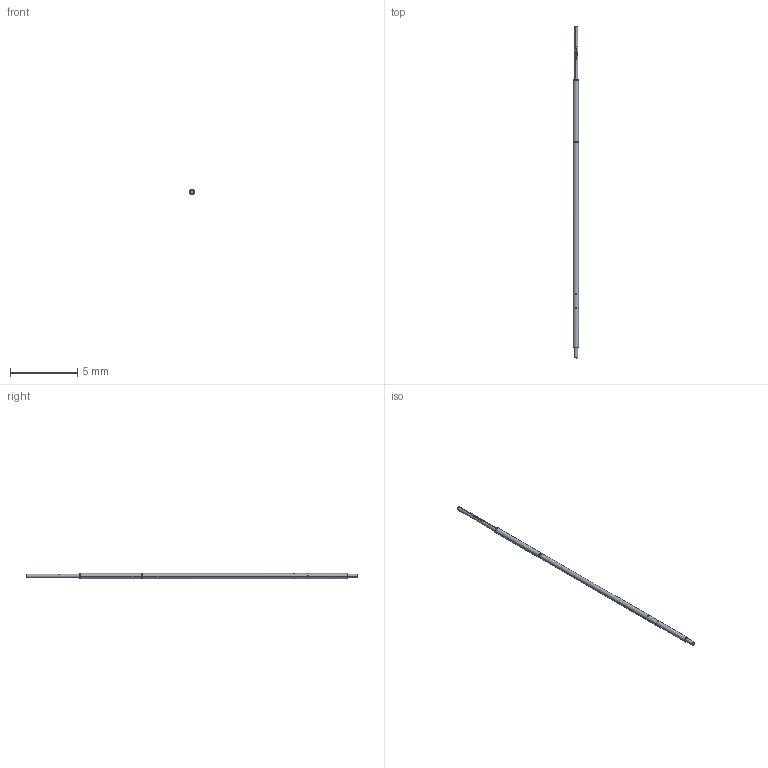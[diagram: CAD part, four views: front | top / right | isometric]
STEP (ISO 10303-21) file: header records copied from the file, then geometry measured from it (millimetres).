
FILE_DESCRIPTION (( 'STEP AP203' ), '1' );
FILE_NAME ('INGUN_GKS-038_302_028_A_xx00_V.STEP', '2021-09-13T07:59:33', ( 'ochi' ), ( '' ), 'SwSTEP 2.0', 'SolidWorks 2018', '' );
FILE_SCHEMA (( 'CONFIG_CONTROL_DESIGN' ));
Length unit declared in the file: millimetre
Products named in the file (1): INGUN_GKS-038_302_028_A_xx00_V
Bounding box: 0.42 x 24.75 x 0.42 mm (x, y, z)
Volume: 2.5 mm3; surface area: 28.2 mm2
Topology: 1 solids, 1 shells, 109 faces, 294 edges, 190 vertices
Faces by surface type: plane 34, cylinder 27, bspline 22, cone 12, sphere 8, torus 6
Entity records: 4446 total; most frequent: CARTESIAN_POINT 2095, ORIENTED_EDGE 580, DIRECTION 300, EDGE_CURVE 290, B_SPLINE_CURVE_WITH_KNOTS 208, VERTEX_POINT 190, AXIS2_PLACEMENT_3D 130, EDGE_LOOP 116
